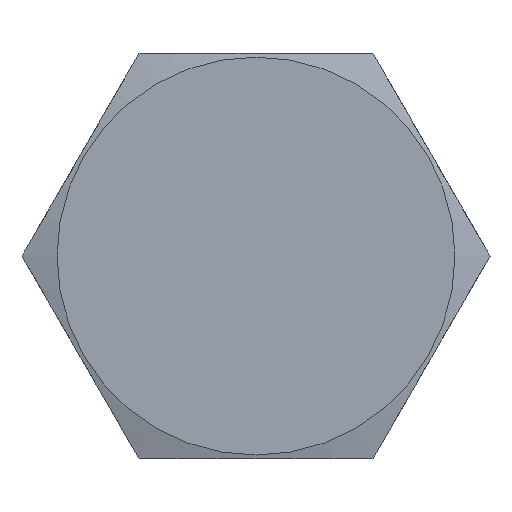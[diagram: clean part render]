
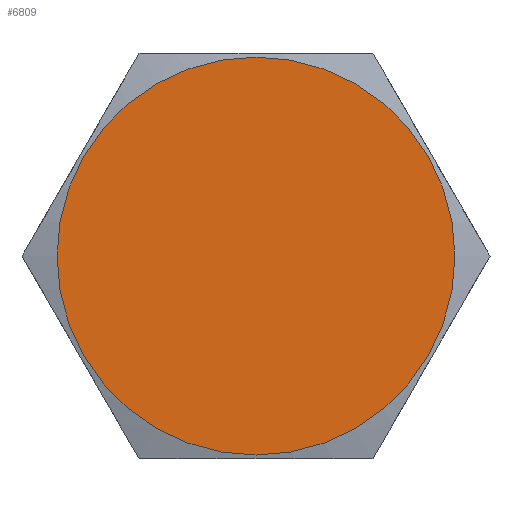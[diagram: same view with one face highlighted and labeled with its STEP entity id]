
A CAD part, left-side view. The second image highlights one B-rep face of the part: STEP entity #6809.
In plain terms, the highlighted planar face has unit normal (-1, 0, 0).
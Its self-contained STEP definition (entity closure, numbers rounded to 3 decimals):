
#1344 = DIRECTION ( 'NONE',  ( 1., 0., 0. ) ) ;
#4018 = DIRECTION ( 'NONE',  ( 0., 0., -1. ) ) ;
#4247 = CARTESIAN_POINT ( 'NONE',  ( 0., 0., 10.8 ) ) ;
#5198 = AXIS2_PLACEMENT_3D ( 'NONE', #14326, #17330, #15776 ) ;
#6809 = ADVANCED_FACE ( 'NONE', ( #12886 ), #18794, .F. ) ;
#8649 = CARTESIAN_POINT ( 'NONE',  ( 0., 18., 0. ) ) ;
#12886 = FACE_OUTER_BOUND ( 'NONE', #18442, .T. ) ;
#14326 = CARTESIAN_POINT ( 'NONE',  ( 0., 0., 0. ) ) ;
#14476 = EDGE_CURVE ( 'NONE', #17002, #17002, #15374, .T. ) ;
#15374 = CIRCLE ( 'NONE', #5198, 10.8 ) ;
#15776 = DIRECTION ( 'NONE',  ( 0., 0., 1. ) ) ;
#16947 = AXIS2_PLACEMENT_3D ( 'NONE', #8649, #1344, #4018 ) ;
#17002 = VERTEX_POINT ( 'NONE', #4247 ) ;
#17330 = DIRECTION ( 'NONE',  ( -1., 0., 0. ) ) ;
#18442 = EDGE_LOOP ( 'NONE', ( #18464 ) ) ;
#18464 = ORIENTED_EDGE ( 'NONE', *, *, #14476, .T. ) ;
#18794 = PLANE ( 'NONE',  #16947 ) ;
